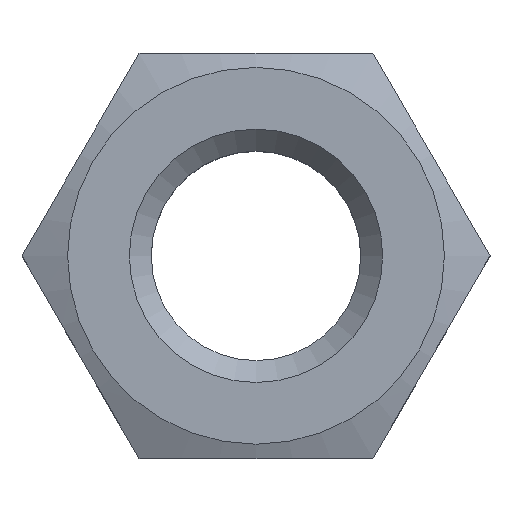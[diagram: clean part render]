
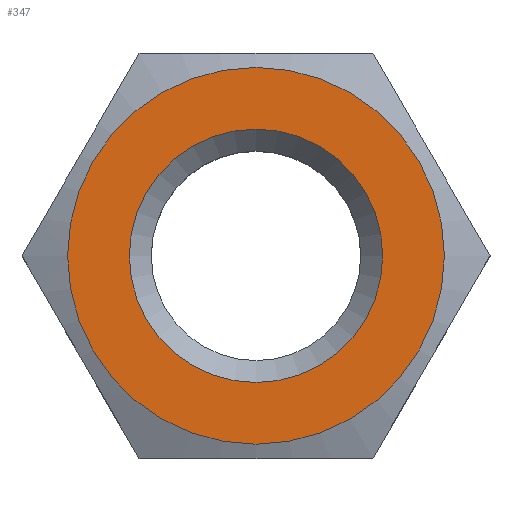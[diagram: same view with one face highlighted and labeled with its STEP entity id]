
A CAD part, top view. The second image highlights one B-rep face of the part: STEP entity #347.
In plain terms, the highlighted planar face has unit normal (0, 0, 1).
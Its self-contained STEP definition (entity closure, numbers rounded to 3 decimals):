
#29 = CARTESIAN_POINT ( 'NONE',  ( 2.5, 0., 4. ) ) ;
#40 = EDGE_CURVE ( 'NONE', #267, #267, #303, .T. ) ;
#58 = DIRECTION ( 'NONE',  ( 0., 0., 1. ) ) ;
#70 = ORIENTED_EDGE ( 'NONE', *, *, #40, .F. ) ;
#74 = CARTESIAN_POINT ( 'NONE',  ( 0., 0., 4. ) ) ;
#96 = AXIS2_PLACEMENT_3D ( 'NONE', #289, #346, #282 ) ;
#107 = ORIENTED_EDGE ( 'NONE', *, *, #234, .F. ) ;
#133 = CARTESIAN_POINT ( 'NONE',  ( 3.719, 0., 4. ) ) ;
#178 = AXIS2_PLACEMENT_3D ( 'NONE', #74, #255, #372 ) ;
#212 = VERTEX_POINT ( 'NONE', #29 ) ;
#226 = EDGE_LOOP ( 'NONE', ( #70 ) ) ;
#230 = FACE_BOUND ( 'NONE', #371, .T. ) ;
#234 = EDGE_CURVE ( 'NONE', #212, #212, #341, .T. ) ;
#255 = DIRECTION ( 'NONE',  ( 0., 0., 1. ) ) ;
#267 = VERTEX_POINT ( 'NONE', #133 ) ;
#282 = DIRECTION ( 'NONE',  ( 1., 0., 0. ) ) ;
#289 = CARTESIAN_POINT ( 'NONE',  ( 0., 0., 4. ) ) ;
#290 = PLANE ( 'NONE',  #415 ) ;
#303 = CIRCLE ( 'NONE', #96, 3.719 ) ;
#341 = CIRCLE ( 'NONE', #178, 2.5 ) ;
#345 = CARTESIAN_POINT ( 'NONE',  ( 0., 0., 4. ) ) ;
#346 = DIRECTION ( 'NONE',  ( 0., 0., -1. ) ) ;
#347 = ADVANCED_FACE ( 'NONE', ( #409, #230 ), #290, .T. ) ;
#349 = DIRECTION ( 'NONE',  ( 1., 0., 0. ) ) ;
#371 = EDGE_LOOP ( 'NONE', ( #107 ) ) ;
#372 = DIRECTION ( 'NONE',  ( 1., 0., 0. ) ) ;
#409 = FACE_OUTER_BOUND ( 'NONE', #226, .T. ) ;
#415 = AXIS2_PLACEMENT_3D ( 'NONE', #345, #58, #349 ) ;
